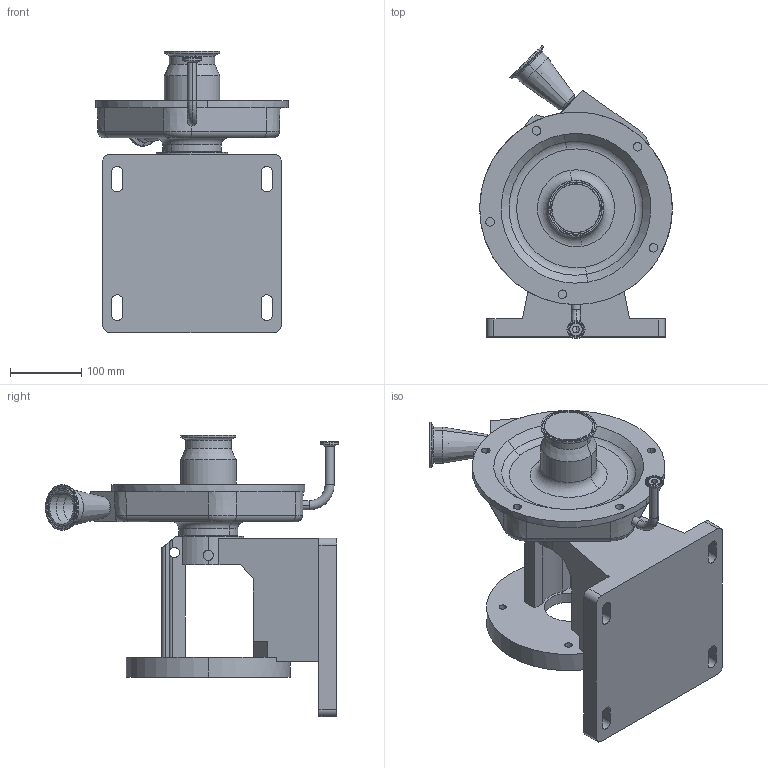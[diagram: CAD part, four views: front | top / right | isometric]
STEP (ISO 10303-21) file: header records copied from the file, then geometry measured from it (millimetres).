
FILE_DESCRIPTION (( 'STEP AP214' ), '1' );
FILE_NAME ('FP 740 180TC 45L 1-2 In ELBOW FRONT.STEP', '2010-02-24T20:42:54', ( ' ' ), ( '' ), 'SwSTEP 2.0', 'SolidWorks 2010', '' );
FILE_SCHEMA (( 'AUTOMOTIVE_DESIGN' ));
Length unit declared in the file: millimetre
Products named in the file (2): FP 740 180TC 45L 1-2 In ELBOW FRONT^1275000109; FP 740 180TC 45L 1-2 In ELBOW FRONT
Assembly tree (1 placements, depth 2):
  FP 740 180TC 45L 1-2 In ELBOW FRONT
    FP 740 180TC 45L 1-2 In ELBOW FRONT^1275000109
Bounding box: 269.96 x 411.06 x 394 mm (x, y, z)
Volume: 7592945.9 mm3; surface area: 668332.4 mm2
Topology: 1 solids, 2 shells, 285 faces, 725 edges, 452 vertices
Faces by surface type: cylinder 113, plane 82, torus 46, cone 42, sphere 1, bspline 1
Entity records: 9297 total; most frequent: CARTESIAN_POINT 2053, DIRECTION 1640, ORIENTED_EDGE 1450, EDGE_CURVE 725, AXIS2_PLACEMENT_3D 656, VERTEX_POINT 452, CIRCLE 368, LINE 328
